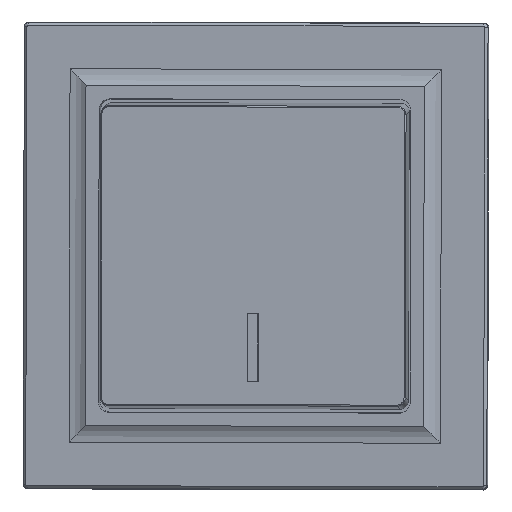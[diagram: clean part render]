
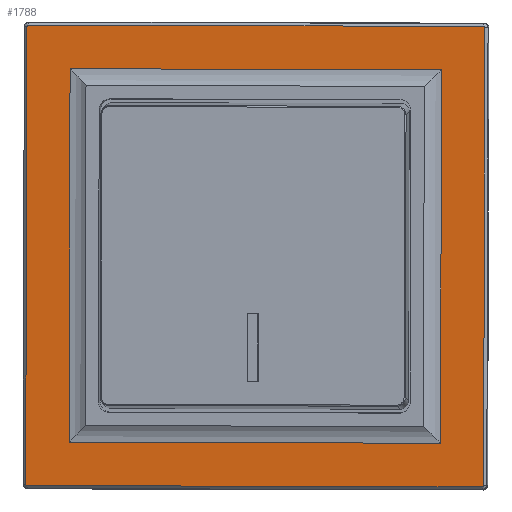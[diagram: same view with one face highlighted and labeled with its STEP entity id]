
A CAD part, top view. The second image highlights one B-rep face of the part: STEP entity #1788.
In plain terms, the highlighted face is planar.
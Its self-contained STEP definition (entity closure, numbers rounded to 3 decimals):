
#3 = CARTESIAN_POINT ( 'NONE',  ( -41.145, 0.113, -2.153 ) ) ;
#80 = VERTEX_POINT ( 'NONE', #8518 ) ;
#461 = CARTESIAN_POINT ( 'NONE',  ( -82.431, 0.255, -4.313 ) ) ;
#493 = CARTESIAN_POINT ( 'NONE',  ( -11.543, 7.852, -0.195 ) ) ;
#583 = CARTESIAN_POINT ( 'NONE',  ( -41.145, 82.947, 2.182 ) ) ;
#614 = VECTOR ( 'NONE', #9368, 1000. ) ;
#656 = CARTESIAN_POINT ( 'NONE',  ( 0.272, 0.272, 0.029 ) ) ;
#899 = CARTESIAN_POINT ( 'NONE',  ( -82.289, 0.225, -4.307 ) ) ;
#953 = ORIENTED_EDGE ( 'NONE', *, *, #1998, .T. ) ;
#981 = CARTESIAN_POINT ( 'NONE',  ( 0.272, 0.272, 0.029 ) ) ;
#1020 = CARTESIAN_POINT ( 'NONE',  ( 0.243, 82.703, 4.341 ) ) ;
#1078 = ORIENTED_EDGE ( 'NONE', *, *, #11201, .T. ) ;
#1203 = EDGE_CURVE ( 'NONE', #7918, #2345, #13131, .T. ) ;
#1533 = EDGE_CURVE ( 'NONE', #8289, #9245, #10819, .T. ) ;
#1639 = LINE ( 'NONE', #583, #4215 ) ;
#1788 = ADVANCED_FACE ( 'NONE', ( #10565, #6175 ), #12615, .T. ) ;
#1998 = EDGE_CURVE ( 'NONE', #11063, #5538, #8345, .T. ) ;
#2082 = ORIENTED_EDGE ( 'NONE', *, *, #8972, .T. ) ;
#2097 = EDGE_CURVE ( 'NONE', #2345, #11063, #5862, .T. ) ;
#2345 = VERTEX_POINT ( 'NONE', #11862 ) ;
#2383 = DIRECTION ( 'NONE',  ( 0., -0.999, -0.052 ) ) ;
#2761 = ORIENTED_EDGE ( 'NONE', *, *, #11821, .T. ) ;
#2924 = B_SPLINE_CURVE_WITH_KNOTS ( 'NONE', 3,
 ( #11194, #3635, #461, #6809, #4769, #5972 ),
 .UNSPECIFIED., .F., .F.,
 ( 4, 2, 4 ),
 ( 0., 0.5, 1. ),
 .UNSPECIFIED. ) ;
#3143 = CARTESIAN_POINT ( 'NONE',  ( 0.272, 82.561, 4.335 ) ) ;
#3346 = ORIENTED_EDGE ( 'NONE', *, *, #1533, .T. ) ;
#3447 = VECTOR ( 'NONE', #13580, 1000. ) ;
#3635 = CARTESIAN_POINT ( 'NONE',  ( -82.361, 0.225, -4.31 ) ) ;
#3666 = DIRECTION ( 'NONE',  ( 0., -0.999, -0.052 ) ) ;
#3691 = CARTESIAN_POINT ( 'NONE',  ( -82.562, 82.788, 0. ) ) ;
#3722 = ORIENTED_EDGE ( 'NONE', *, *, #9933, .T. ) ;
#3754 = EDGE_LOOP ( 'NONE', ( #2761, #2082, #7386, #1078, #12691, #3722, #3346, #13897 ) ) ;
#4022 = B_SPLINE_CURVE_WITH_KNOTS ( 'NONE', 3,
 ( #8369, #10704, #4120, #1020, #13957, #3143 ),
 .UNSPECIFIED., .F., .F.,
 ( 4, 2, 4 ),
 ( 0., 0.5, 1. ),
 .UNSPECIFIED. ) ;
#4035 = DIRECTION ( 'NONE',  ( 0.999, -0.003, 0.052 ) ) ;
#4080 = CARTESIAN_POINT ( 'NONE',  ( 0.071, 0., 0.004 ) ) ;
#4120 = CARTESIAN_POINT ( 'NONE',  ( 0.142, 82.805, 4.341 ) ) ;
#4215 = VECTOR ( 'NONE', #4035, 1000. ) ;
#4500 = CARTESIAN_POINT ( 'NONE',  ( 0., 82.834, 4.335 ) ) ;
#4769 = CARTESIAN_POINT ( 'NONE',  ( -82.562, 0.427, -4.31 ) ) ;
#4786 = CARTESIAN_POINT ( 'NONE',  ( -82.289, 83.06, 0.029 ) ) ;
#4812 = EDGE_CURVE ( 'NONE', #9245, #9168, #10085, .T. ) ;
#4941 = EDGE_LOOP ( 'NONE', ( #7638, #953, #8387, #7988 ) ) ;
#5123 = LINE ( 'NONE', #7379, #9860 ) ;
#5329 = DIRECTION ( 'NONE',  ( -0.999, 0.003, -0.052 ) ) ;
#5419 = EDGE_CURVE ( 'NONE', #5538, #7918, #5123, .T. ) ;
#5428 = EDGE_CURVE ( 'NONE', #7829, #10554, #4022, .T. ) ;
#5538 = VERTEX_POINT ( 'NONE', #11898 ) ;
#5542 = CARTESIAN_POINT ( 'NONE',  ( 0., 0., 0. ) ) ;
#5712 = VECTOR ( 'NONE', #12206, 1000. ) ;
#5862 = LINE ( 'NONE', #493, #7732 ) ;
#5900 = CARTESIAN_POINT ( 'NONE',  ( 0.272, 82.561, 4.335 ) ) ;
#5914 = CARTESIAN_POINT ( 'NONE',  ( -82.562, 82.788, 0. ) ) ;
#5972 = CARTESIAN_POINT ( 'NONE',  ( -82.562, 0.499, -4.307 ) ) ;
#6175 = FACE_OUTER_BOUND ( 'NONE', #3754, .T. ) ;
#6345 = CARTESIAN_POINT ( 'NONE',  ( 0.142, 0.029, 0.009 ) ) ;
#6759 = LINE ( 'NONE', #11065, #5712 ) ;
#6809 = CARTESIAN_POINT ( 'NONE',  ( -82.532, 0.356, -4.313 ) ) ;
#7232 = CARTESIAN_POINT ( 'NONE',  ( -41.145, 41.53, 0.014 ) ) ;
#7347 = VECTOR ( 'NONE', #2383, 1000. ) ;
#7379 = CARTESIAN_POINT ( 'NONE',  ( -70.747, 75.208, 0.223 ) ) ;
#7386 = ORIENTED_EDGE ( 'NONE', *, *, #9978, .T. ) ;
#7638 = ORIENTED_EDGE ( 'NONE', *, *, #2097, .T. ) ;
#7708 = VECTOR ( 'NONE', #3666, 1000. ) ;
#7732 = VECTOR ( 'NONE', #7765, 1000. ) ;
#7765 = DIRECTION ( 'NONE',  ( 0.999, -0.003, 0.052 ) ) ;
#7829 = VERTEX_POINT ( 'NONE', #4500 ) ;
#7918 = VERTEX_POINT ( 'NONE', #8735 ) ;
#7988 = ORIENTED_EDGE ( 'NONE', *, *, #1203, .T. ) ;
#8289 = VERTEX_POINT ( 'NONE', #656 ) ;
#8345 = LINE ( 'NONE', #12735, #3447 ) ;
#8369 = CARTESIAN_POINT ( 'NONE',  ( 0., 82.834, 4.335 ) ) ;
#8387 = ORIENTED_EDGE ( 'NONE', *, *, #5419, .T. ) ;
#8518 = CARTESIAN_POINT ( 'NONE',  ( -82.289, 83.06, 0.029 ) ) ;
#8536 = CARTESIAN_POINT ( 'NONE',  ( 0.243, 0.13, 0.02 ) ) ;
#8632 = CARTESIAN_POINT ( 'NONE',  ( -7.548, 7.841, 0.014 ) ) ;
#8735 = CARTESIAN_POINT ( 'NONE',  ( -74.741, 75.219, 0.014 ) ) ;
#8972 = EDGE_CURVE ( 'NONE', #13949, #9718, #6759, .T. ) ;
#9092 = CARTESIAN_POINT ( 'NONE',  ( -82.431, 83.031, 0.02 ) ) ;
#9168 = VERTEX_POINT ( 'NONE', #899 ) ;
#9245 = VERTEX_POINT ( 'NONE', #5542 ) ;
#9368 = DIRECTION ( 'NONE',  ( -0.999, 0.003, -0.052 ) ) ;
#9484 = DIRECTION ( 'NONE',  ( -0.999, 0.003, -0.052 ) ) ;
#9718 = VERTEX_POINT ( 'NONE', #3691 ) ;
#9719 = CARTESIAN_POINT ( 'NONE',  ( 0., 0., 0. ) ) ;
#9860 = VECTOR ( 'NONE', #5329, 1000. ) ;
#9933 = EDGE_CURVE ( 'NONE', #10554, #8289, #12806, .T. ) ;
#9935 = CARTESIAN_POINT ( 'NONE',  ( -82.532, 82.93, 0.009 ) ) ;
#9978 = EDGE_CURVE ( 'NONE', #9718, #80, #13281, .T. ) ;
#10085 = LINE ( 'NONE', #3, #614 ) ;
#10554 = VERTEX_POINT ( 'NONE', #5900 ) ;
#10565 = FACE_BOUND ( 'NONE', #4941, .T. ) ;
#10678 = CARTESIAN_POINT ( 'NONE',  ( 0.272, 41.416, 2.182 ) ) ;
#10704 = CARTESIAN_POINT ( 'NONE',  ( 0.071, 82.834, 4.339 ) ) ;
#10819 = B_SPLINE_CURVE_WITH_KNOTS ( 'NONE', 3,
 ( #981, #11928, #8536, #6345, #4080, #9719 ),
 .UNSPECIFIED., .F., .F.,
 ( 4, 2, 4 ),
 ( 0., 0.5, 1. ),
 .UNSPECIFIED. ) ;
#11063 = VERTEX_POINT ( 'NONE', #8632 ) ;
#11065 = CARTESIAN_POINT ( 'NONE',  ( -82.562, 41.643, -2.153 ) ) ;
#11145 = CARTESIAN_POINT ( 'NONE',  ( -82.562, 82.859, 0.004 ) ) ;
#11194 = CARTESIAN_POINT ( 'NONE',  ( -82.289, 0.225, -4.307 ) ) ;
#11201 = EDGE_CURVE ( 'NONE', #80, #7829, #1639, .T. ) ;
#11692 = DIRECTION ( 'NONE',  ( 0.052, 0.052, -0.997 ) ) ;
#11821 = EDGE_CURVE ( 'NONE', #9168, #13949, #2924, .T. ) ;
#11862 = CARTESIAN_POINT ( 'NONE',  ( -74.741, 8.025, -3.502 ) ) ;
#11898 = CARTESIAN_POINT ( 'NONE',  ( -7.548, 75.035, 3.531 ) ) ;
#11928 = CARTESIAN_POINT ( 'NONE',  ( 0.273, 0.2, 0.025 ) ) ;
#12067 = CARTESIAN_POINT ( 'NONE',  ( -82.361, 83.06, 0.025 ) ) ;
#12077 = CARTESIAN_POINT ( 'NONE',  ( -74.741, 12.019, -3.293 ) ) ;
#12206 = DIRECTION ( 'NONE',  ( 0., 0.999, 0.052 ) ) ;
#12615 = PLANE ( 'NONE',  #13594 ) ;
#12691 = ORIENTED_EDGE ( 'NONE', *, *, #5428, .T. ) ;
#12735 = CARTESIAN_POINT ( 'NONE',  ( -7.548, 71.04, 3.322 ) ) ;
#12806 = LINE ( 'NONE', #10678, #7347 ) ;
#12989 = CARTESIAN_POINT ( 'NONE',  ( -82.562, 0.499, -4.307 ) ) ;
#13131 = LINE ( 'NONE', #12077, #7708 ) ;
#13281 = B_SPLINE_CURVE_WITH_KNOTS ( 'NONE', 3,
 ( #5914, #11145, #9935, #9092, #12067, #4786 ),
 .UNSPECIFIED., .F., .F.,
 ( 4, 2, 4 ),
 ( 0., 0.5, 1. ),
 .UNSPECIFIED. ) ;
#13580 = DIRECTION ( 'NONE',  ( 0., 0.999, 0.052 ) ) ;
#13594 = AXIS2_PLACEMENT_3D ( 'NONE', #7232, #11692, #9484 ) ;
#13897 = ORIENTED_EDGE ( 'NONE', *, *, #4812, .T. ) ;
#13949 = VERTEX_POINT ( 'NONE', #12989 ) ;
#13957 = CARTESIAN_POINT ( 'NONE',  ( 0.273, 82.633, 4.339 ) ) ;
